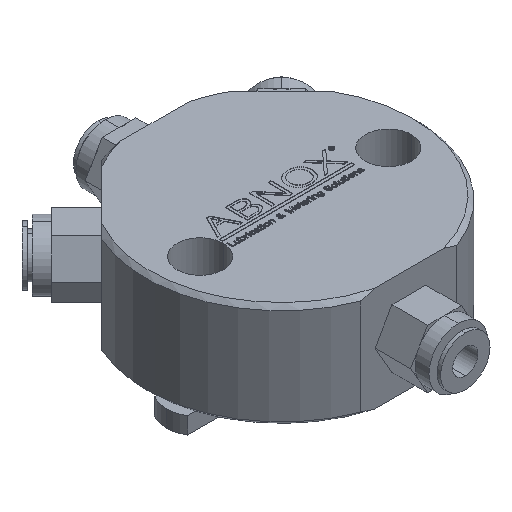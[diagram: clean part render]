
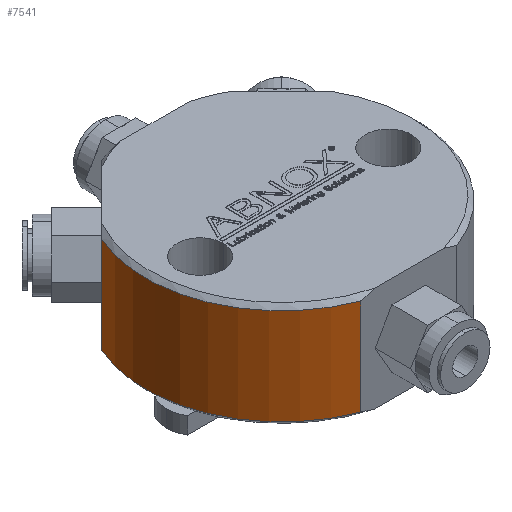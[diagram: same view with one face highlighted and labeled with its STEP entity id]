
A CAD part, isometric view. The second image highlights one B-rep face of the part: STEP entity #7541.
In plain terms, the highlighted cylindrical face has radius 32.5 mm (diameter 65 mm), a partial arc.
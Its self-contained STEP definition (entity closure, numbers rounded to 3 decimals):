
#1904=CARTESIAN_POINT('',(0.,-9.,0.));
#1905=DIRECTION('',(0.,1.,0.));
#1906=DIRECTION('',(-0.354,0.,-0.935));
#1907=AXIS2_PLACEMENT_3D('',#1904,#1905,#1906);
#1967=DIRECTION('',(0.,-1.,0.));
#1968=VECTOR('',#1967,23.);
#1969=CARTESIAN_POINT('',(-29.626,14.,13.362));
#1970=LINE('',#1969,#1968);
#1971=DIRECTION('',(0.,-1.,0.));
#1972=VECTOR('',#1971,23.);
#1973=CARTESIAN_POINT('',(-11.5,14.,-30.397));
#1974=LINE('',#1973,#1972);
#2054=CARTESIAN_POINT('',(0.,14.,
0.));
#2055=DIRECTION('',(0.,-1.,0.));
#2056=DIRECTION('',(-0.912,0.,0.411));
#2057=AXIS2_PLACEMENT_3D('',#2054,#2055,#2056);
#5368=CARTESIAN_POINT('',(-11.5,14.,-30.397));
#5369=CARTESIAN_POINT('',(-11.5,-9.,-30.397));
#5370=VERTEX_POINT('',#5368);
#5371=VERTEX_POINT('',#5369);
#6286=CARTESIAN_POINT('',(-29.626,14.,13.362));
#6287=CARTESIAN_POINT('',(-29.626,-9.,
13.362));
#6288=VERTEX_POINT('',#6286);
#6289=VERTEX_POINT('',#6287);
#7528=CARTESIAN_POINT('',(0.,16.25,0.));
#7529=DIRECTION('',(0.,-1.,0.));
#7530=DIRECTION('',(-1.,0.,0.));
#7531=AXIS2_PLACEMENT_3D('',#7528,#7529,#7530);
#7532=CYLINDRICAL_SURFACE('',#7531,32.5);
#7533=ORIENTED_EDGE('',*,*,#7382,.T.);
#7534=ORIENTED_EDGE('',*,*,#7441,.F.);
#7536=ORIENTED_EDGE('',*,*,#7535,.F.);
#7538=ORIENTED_EDGE('',*,*,#7537,.F.);
#7539=EDGE_LOOP('',(#7533,#7534,#7536,#7538));
#7540=FACE_OUTER_BOUND('',#7539,.F.);
#7541=ADVANCED_FACE('',(#7540),#7532,.T.);
#1908=CIRCLE('',#1907,32.5);
#2058=CIRCLE('',#2057,32.5);
#7382=EDGE_CURVE('',#6288,#6289,#1970,.T.);
#7441=EDGE_CURVE('',#5371,#6289,#1908,.T.);
#7535=EDGE_CURVE('',#5370,#5371,#1974,.T.);
#7537=EDGE_CURVE('',#6288,#5370,#2058,.T.);
